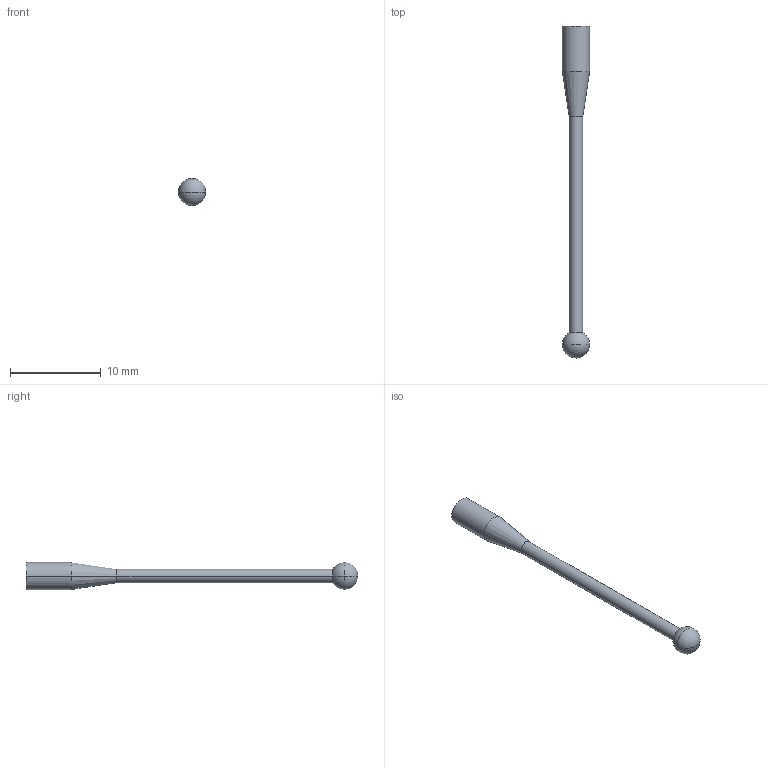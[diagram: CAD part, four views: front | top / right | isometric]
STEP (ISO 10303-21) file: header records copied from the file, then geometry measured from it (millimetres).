
FILE_DESCRIPTION(('produced by SPATIAL CORP'),'2;1');
FILE_NAME('ps_17r.prt.hh.sat.stp', '2002-04-19T13:54:21+00:00',('SPATIAL CORP'),('SPATIAL CORP'), 'ACIS STEP Husk','http://www.spatial.com','SPATIAL CORP');
FILE_SCHEMA(('CONFIG_CONTROL_DESIGN'));
Length unit declared in the file: millimetre
Products named in the file (1): PRODUCT_ID_1
Bounding box: 3 x 36.5 x 3 mm (x, y, z)
Volume: 111.8 mm3; surface area: 228 mm2
Topology: 1 solids, 1 shells, 11 faces, 26 edges, 13 vertices
Faces by surface type: cylinder 4, sphere 4, cone 2, plane 1
Entity records: 327 total; most frequent: ORIENTED_EDGE 44, DIRECTION 40, CARTESIAN_POINT 36, EDGE_CURVE 22, AXIS2_PLACEMENT_3D 17, VERTEX_POINT 13, CIRCLE 12, EDGE_LOOP 11
